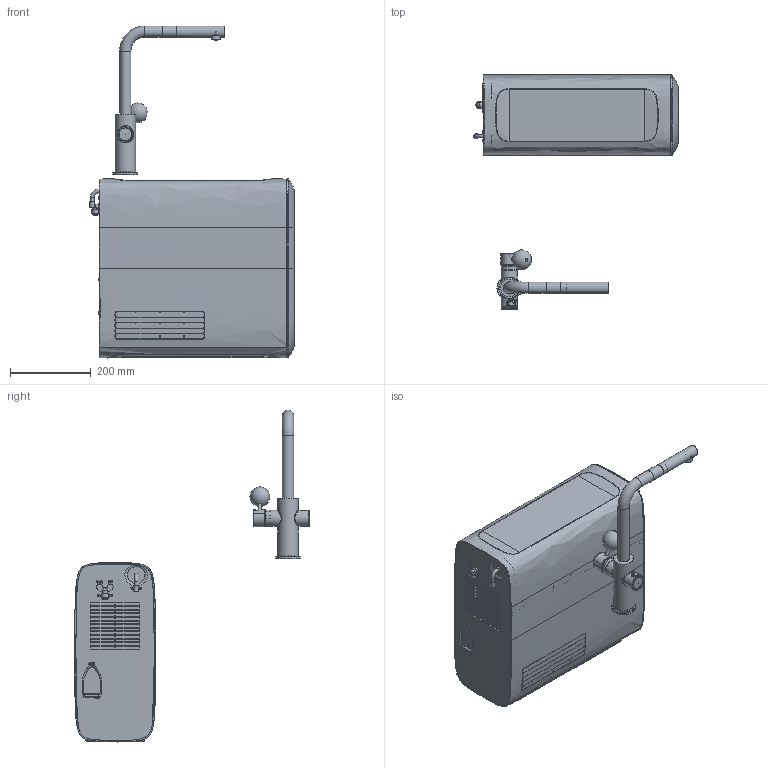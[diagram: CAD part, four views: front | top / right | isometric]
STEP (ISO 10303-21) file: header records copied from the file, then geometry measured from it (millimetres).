
FILE_DESCRIPTION(/* description */ ('Unknown'),/* implementation_level */ '2;1');
FILE_NAME(/* name */ '31539000',/* time_stamp */ '2022-08-29T07:51:02+02:00',/* author */ ('Unknown'),/* organization */ ('GROHE AG'),/* preprocessor_version */ 'ST-DEVELOPER v16.7',/* originating_system */ 'DEX',/* authorisation */ $);
FILE_SCHEMA (('AUTOMOTIVE_DESIGN {1 0 10303 214 3 1 1}'));
Products named in the file (20): 31539000; Document; Document_0; 31539000_0; 31539000_1; Document_1; A1921_MENTOR_ALLCATPART_14072015; 31539000_2; 31539000_3; id674; 149816251; 220113221; 220113480_1; 220113482_1; 220113483; 220113484; 220113485; 220113486_1; GROHE_ANSCHLUSS
Assembly tree (19 placements, depth 2):
  31539000
    31539000
    Document
    Document_0
    31539000_0
    31539000_1
    Document_1
    A1921_MENTOR_ALLCATPART_14072015
    31539000_2
    31539000_3
    id674
    149816251
    220113221
    220113480_1
    220113482_1
    220113483
    220113484
    220113485
    220113486_1
    GROHE_ANSCHLUSS
Bounding box: 505 x 579.9 x 820.43 mm (x, y, z)
Volume: 447945.6 mm3; surface area: 1016148.1 mm2
Topology: 9 solids, 52 shells, 784 faces, 3603 edges, 2904 vertices
Faces by surface type: plane 451, bspline 144, cylinder 123, cone 31, torus 30, sphere 5
Full cylindrical faces by diameter (mm): 6 x1, 7 x1, 8 x1, 8.06 x1, 8.1 x1, 9 x2, 12 x2, 12.7 x2, 16.8 x1, 17.7 x1, 20.6 x1, 23.15 x1, 23.5 x1, 26 x1, 28 x3, 28.2 x1, 30.9 x1, 34.5 x1, 35 x2, 35.917 x2, 36.9 x1, 40 x2, 46.917 x1, 51 x1, 61 x1
Entity records: 63397 total; most frequent: CARTESIAN_POINT 34347, ORIENTED_EDGE 5201, DIRECTION 4287, EDGE_CURVE 3496, VERTEX_POINT 2874, LINE 1657, VECTOR 1657, AXIS2_PLACEMENT_3D 1315
